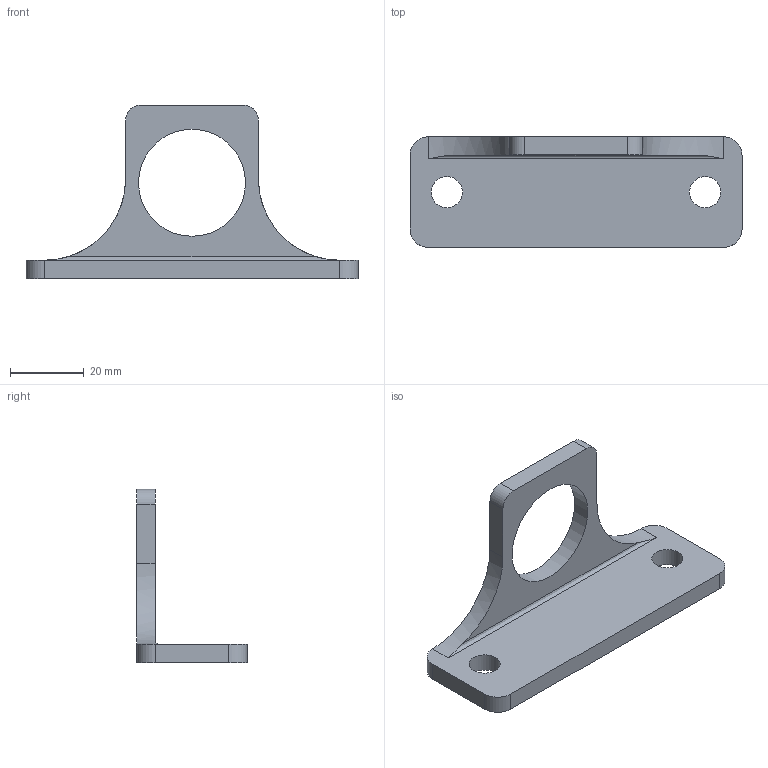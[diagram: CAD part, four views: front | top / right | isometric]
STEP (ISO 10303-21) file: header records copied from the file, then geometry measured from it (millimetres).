
FILE_DESCRIPTION(/* description */ ('Unknown'),/* implementation_level */ '2;1');
FILE_NAME(/* name */ 'ParoEmergencia',/* time_stamp */ '2024-06-23T18:29:26-06:00',/* author */ ('Unknown'),/* organization */ ('Unknown'),/* preprocessor_version */ 'ST-DEVELOPER v19.4',/* originating_system */ 'Solid Edge',/* authorisation */ 'Unknown');
FILE_SCHEMA (('AUTOMOTIVE_DESIGN {1 0 10303 214 3 1 1}'));
Length unit declared in the file: millimetre
Products named in the file (1): ParoEmergencia
Bounding box: 90 x 30 x 47 mm (x, y, z)
Volume: 18102.9 mm3; surface area: 9391.6 mm2
Topology: 1 solids, 1 shells, 22 faces, 58 edges, 38 vertices
Faces by surface type: cylinder 12, plane 10
Full cylindrical faces by diameter (mm): 8.5 x2, 29 x1
Entity records: 719 total; most frequent: CARTESIAN_POINT 124, DIRECTION 121, ORIENTED_EDGE 110, EDGE_CURVE 55, AXIS2_PLACEMENT_3D 45, VERTEX_POINT 38, LINE 31, VECTOR 31
